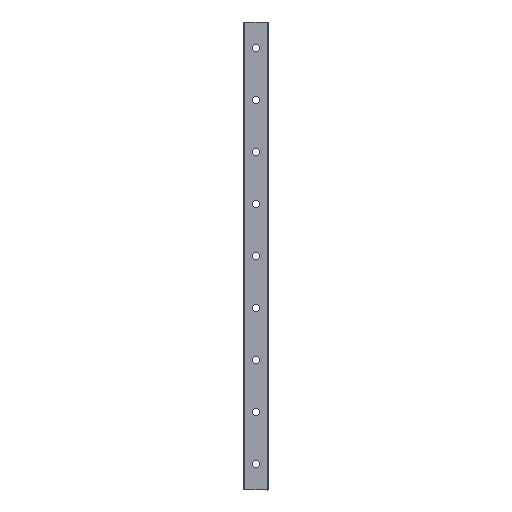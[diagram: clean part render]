
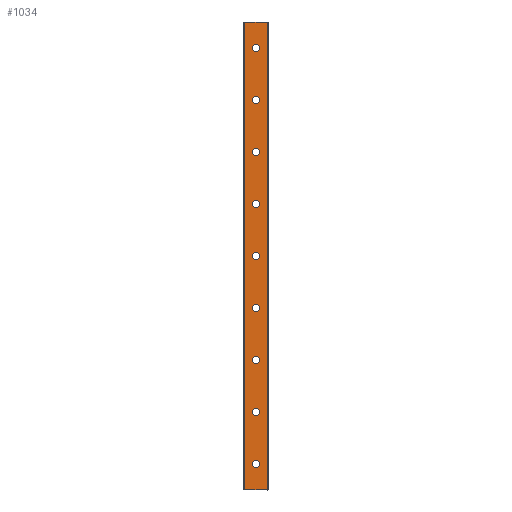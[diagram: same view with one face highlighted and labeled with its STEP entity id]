
A CAD part, front view. The second image highlights one B-rep face of the part: STEP entity #1034.
In plain terms, the highlighted planar face has unit normal (0, -1, 0).
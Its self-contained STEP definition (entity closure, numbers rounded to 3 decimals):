
#49=FACE_BOUND('',#206,.T.);
#50=FACE_BOUND('',#207,.T.);
#51=FACE_BOUND('',#208,.T.);
#52=FACE_BOUND('',#209,.T.);
#53=FACE_BOUND('',#210,.T.);
#54=FACE_BOUND('',#211,.T.);
#55=FACE_BOUND('',#212,.T.);
#56=FACE_BOUND('',#213,.T.);
#57=FACE_BOUND('',#214,.T.);
#76=CIRCLE('',#1110,1.75);
#77=CIRCLE('',#1111,1.75);
#78=CIRCLE('',#1112,1.75);
#79=CIRCLE('',#1113,1.75);
#80=CIRCLE('',#1114,1.75);
#81=CIRCLE('',#1115,1.75);
#82=CIRCLE('',#1116,1.75);
#83=CIRCLE('',#1117,1.75);
#84=CIRCLE('',#1118,1.75);
#144=FACE_OUTER_BOUND('',#205,.T.);
#205=EDGE_LOOP('',(#707,#708,#709,#710));
#206=EDGE_LOOP('',(#711));
#207=EDGE_LOOP('',(#712));
#208=EDGE_LOOP('',(#713));
#209=EDGE_LOOP('',(#714));
#210=EDGE_LOOP('',(#715));
#211=EDGE_LOOP('',(#716));
#212=EDGE_LOOP('',(#717));
#213=EDGE_LOOP('',(#718));
#214=EDGE_LOOP('',(#719));
#293=LINE('',#1584,#375);
#294=LINE('',#1586,#376);
#295=LINE('',#1588,#377);
#296=LINE('',#1589,#378);
#375=VECTOR('',#1242,11.);
#376=VECTOR('',#1243,225.);
#377=VECTOR('',#1244,11.);
#378=VECTOR('',#1245,225.);
#457=VERTEX_POINT('',#1582);
#458=VERTEX_POINT('',#1583);
#459=VERTEX_POINT('',#1585);
#460=VERTEX_POINT('',#1587);
#461=VERTEX_POINT('',#1590);
#462=VERTEX_POINT('',#1592);
#463=VERTEX_POINT('',#1594);
#464=VERTEX_POINT('',#1596);
#465=VERTEX_POINT('',#1598);
#466=VERTEX_POINT('',#1600);
#467=VERTEX_POINT('',#1602);
#468=VERTEX_POINT('',#1604);
#469=VERTEX_POINT('',#1606);
#557=EDGE_CURVE('',#457,#458,#293,.T.);
#558=EDGE_CURVE('',#459,#457,#294,.T.);
#559=EDGE_CURVE('',#460,#459,#295,.T.);
#560=EDGE_CURVE('',#460,#458,#296,.T.);
#561=EDGE_CURVE('',#461,#461,#76,.T.);
#562=EDGE_CURVE('',#462,#462,#77,.T.);
#563=EDGE_CURVE('',#463,#463,#78,.T.);
#564=EDGE_CURVE('',#464,#464,#79,.T.);
#565=EDGE_CURVE('',#465,#465,#80,.T.);
#566=EDGE_CURVE('',#466,#466,#81,.T.);
#567=EDGE_CURVE('',#467,#467,#82,.T.);
#568=EDGE_CURVE('',#468,#468,#83,.T.);
#569=EDGE_CURVE('',#469,#469,#84,.T.);
#707=ORIENTED_EDGE('',*,*,#557,.F.);
#708=ORIENTED_EDGE('',*,*,#558,.F.);
#709=ORIENTED_EDGE('',*,*,#559,.F.);
#710=ORIENTED_EDGE('',*,*,#560,.T.);
#711=ORIENTED_EDGE('',*,*,#561,.T.);
#712=ORIENTED_EDGE('',*,*,#562,.T.);
#713=ORIENTED_EDGE('',*,*,#563,.T.);
#714=ORIENTED_EDGE('',*,*,#564,.T.);
#715=ORIENTED_EDGE('',*,*,#565,.T.);
#716=ORIENTED_EDGE('',*,*,#566,.T.);
#717=ORIENTED_EDGE('',*,*,#567,.T.);
#718=ORIENTED_EDGE('',*,*,#568,.T.);
#719=ORIENTED_EDGE('',*,*,#569,.T.);
#1007=PLANE('',#1109);
#1034=ADVANCED_FACE('',(#144,#49,#50,#51,#52,#53,#54,#55,#56,#57),#1007,
 .T.);
#1109=AXIS2_PLACEMENT_3D('',#1581,#1240,#1241);
#1110=AXIS2_PLACEMENT_3D('',#1591,#1246,#1247);
#1111=AXIS2_PLACEMENT_3D('',#1593,#1248,#1249);
#1112=AXIS2_PLACEMENT_3D('',#1595,#1250,#1251);
#1113=AXIS2_PLACEMENT_3D('',#1597,#1252,#1253);
#1114=AXIS2_PLACEMENT_3D('',#1599,#1254,#1255);
#1115=AXIS2_PLACEMENT_3D('',#1601,#1256,#1257);
#1116=AXIS2_PLACEMENT_3D('',#1603,#1258,#1259);
#1117=AXIS2_PLACEMENT_3D('',#1605,#1260,#1261);
#1118=AXIS2_PLACEMENT_3D('',#1607,#1262,#1263);
#1240=DIRECTION('center_axis',(0.,-1.,0.));
#1241=DIRECTION('ref_axis',(0.,0.,-1.));
#1242=DIRECTION('',(1.,0.,0.));
#1243=DIRECTION('',(0.,0.,1.));
#1244=DIRECTION('',(-1.,0.,0.));
#1245=DIRECTION('',(0.,0.,1.));
#1246=DIRECTION('center_axis',(0.,1.,0.));
#1247=DIRECTION('ref_axis',(0.,0.,-1.));
#1248=DIRECTION('center_axis',(0.,1.,0.));
#1249=DIRECTION('ref_axis',(0.,0.,-1.));
#1250=DIRECTION('center_axis',(0.,1.,0.));
#1251=DIRECTION('ref_axis',(0.,0.,1.));
#1252=DIRECTION('center_axis',(0.,1.,0.));
#1253=DIRECTION('ref_axis',(0.,0.,-1.));
#1254=DIRECTION('center_axis',(0.,1.,0.));
#1255=DIRECTION('ref_axis',(0.,0.,-1.));
#1256=DIRECTION('center_axis',(0.,1.,0.));
#1257=DIRECTION('ref_axis',(0.,0.,-1.));
#1258=DIRECTION('center_axis',(0.,1.,0.));
#1259=DIRECTION('ref_axis',(0.,0.,1.));
#1260=DIRECTION('center_axis',(0.,1.,0.));
#1261=DIRECTION('ref_axis',(0.,0.,1.));
#1262=DIRECTION('center_axis',(0.,1.,0.));
#1263=DIRECTION('ref_axis',(0.,0.,-1.));
#1581=CARTESIAN_POINT('Origin',(-5.5,10.,125.));
#1582=CARTESIAN_POINT('',(-5.5,10.,102.5));
#1583=CARTESIAN_POINT('',(5.5,10.,102.5));
#1584=CARTESIAN_POINT('',(-5.5,10.,102.5));
#1585=CARTESIAN_POINT('',(-5.5,10.,-122.5));
#1586=CARTESIAN_POINT('',(-5.5,10.,-122.5));
#1587=CARTESIAN_POINT('',(5.5,10.,-122.5));
#1588=CARTESIAN_POINT('',(5.5,10.,-122.5));
#1589=CARTESIAN_POINT('',(5.5,10.,-122.5));
#1590=CARTESIAN_POINT('',(0.,10.,-111.75));
#1591=CARTESIAN_POINT('Origin',(0.,10.,-110.));
#1592=CARTESIAN_POINT('',(0.,10.,-11.75));
#1593=CARTESIAN_POINT('Origin',(0.,10.,-10.));
#1594=CARTESIAN_POINT('',(0.,10.,91.75));
#1595=CARTESIAN_POINT('Origin',(0.,10.,90.));
#1596=CARTESIAN_POINT('',(0.,10.,13.25));
#1597=CARTESIAN_POINT('Origin',(0.,10.,15.));
#1598=CARTESIAN_POINT('',(0.,10.,-61.75));
#1599=CARTESIAN_POINT('Origin',(0.,10.,-60.));
#1600=CARTESIAN_POINT('',(0.,10.,-86.75));
#1601=CARTESIAN_POINT('Origin',(0.,10.,-85.));
#1602=CARTESIAN_POINT('',(0.,10.,66.75));
#1603=CARTESIAN_POINT('Origin',(0.,10.,65.));
#1604=CARTESIAN_POINT('',(0.,10.,41.75));
#1605=CARTESIAN_POINT('Origin',(0.,10.,40.));
#1606=CARTESIAN_POINT('',(0.,10.,-36.75));
#1607=CARTESIAN_POINT('Origin',(0.,10.,-35.));
